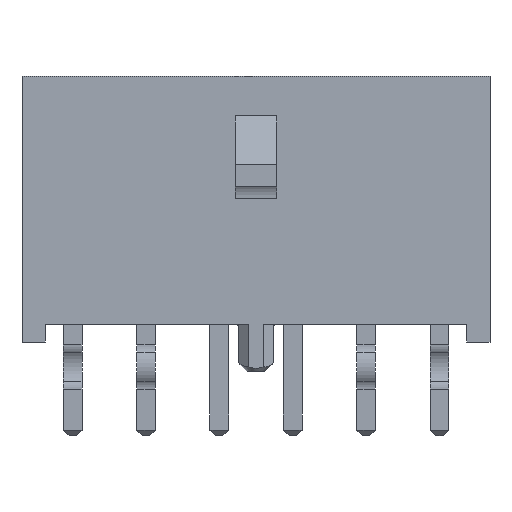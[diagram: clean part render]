
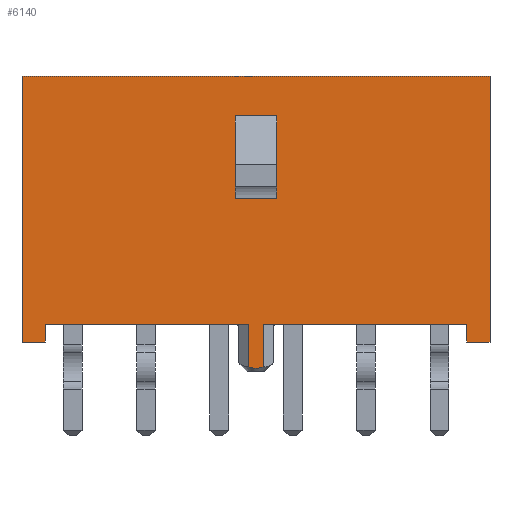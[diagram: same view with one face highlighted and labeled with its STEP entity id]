
A CAD part, front view. The second image highlights one B-rep face of the part: STEP entity #6140.
In plain terms, the highlighted face is planar.
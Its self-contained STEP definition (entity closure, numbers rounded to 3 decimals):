
#55=B_SPLINE_CURVE_WITH_KNOTS('',3,(#8087,#8088,#8089,#8090),
 .UNSPECIFIED.,.F.,.F.,(4,4),(0.,1.),.UNSPECIFIED.);
#631=ORIENTED_EDGE('',*,*,#1546,.F.);
#632=ORIENTED_EDGE('',*,*,#1540,.T.);
#633=ORIENTED_EDGE('',*,*,#1549,.T.);
#634=ORIENTED_EDGE('',*,*,#1535,.F.);
#635=ORIENTED_EDGE('',*,*,#1516,.T.);
#636=ORIENTED_EDGE('',*,*,#1512,.T.);
#637=ORIENTED_EDGE('',*,*,#1513,.T.);
#638=ORIENTED_EDGE('',*,*,#1462,.F.);
#639=ORIENTED_EDGE('',*,*,#1595,.T.);
#640=ORIENTED_EDGE('',*,*,#1618,.F.);
#641=ORIENTED_EDGE('',*,*,#1615,.T.);
#642=ORIENTED_EDGE('',*,*,#1681,.T.);
#643=ORIENTED_EDGE('',*,*,#1611,.F.);
#644=ORIENTED_EDGE('',*,*,#1617,.F.);
#645=ORIENTED_EDGE('',*,*,#1593,.F.);
#646=ORIENTED_EDGE('',*,*,#1450,.F.);
#1450=EDGE_CURVE('',#2070,#2071,#2472,.T.);
#1462=EDGE_CURVE('',#2082,#2067,#2484,.T.);
#1512=EDGE_CURVE('',#2123,#2125,#55,.T.);
#1513=EDGE_CURVE('',#2125,#2067,#2527,.T.);
#1516=EDGE_CURVE('',#2070,#2123,#2530,.T.);
#1535=EDGE_CURVE('',#2138,#2139,#2549,.T.);
#1540=EDGE_CURVE('',#2143,#2144,#2553,.T.);
#1546=EDGE_CURVE('',#2143,#2138,#2558,.T.);
#1549=EDGE_CURVE('',#2144,#2139,#2561,.T.);
#1593=EDGE_CURVE('',#2071,#2169,#2605,.T.);
#1595=EDGE_CURVE('',#2082,#2171,#2607,.T.);
#1611=EDGE_CURVE('',#2180,#2181,#2623,.T.);
#1615=EDGE_CURVE('',#2183,#2182,#2627,.T.);
#1617=EDGE_CURVE('',#2169,#2180,#2629,.T.);
#1618=EDGE_CURVE('',#2183,#2171,#2630,.T.);
#1681=EDGE_CURVE('',#2182,#2181,#2693,.T.);
#2067=VERTEX_POINT('',#7950);
#2070=VERTEX_POINT('',#7955);
#2071=VERTEX_POINT('',#7957);
#2082=VERTEX_POINT('',#7979);
#2123=VERTEX_POINT('',#8079);
#2125=VERTEX_POINT('',#8086);
#2138=VERTEX_POINT('',#8137);
#2139=VERTEX_POINT('',#8138);
#2143=VERTEX_POINT('',#8148);
#2144=VERTEX_POINT('',#8149);
#2169=VERTEX_POINT('',#8255);
#2171=VERTEX_POINT('',#8260);
#2180=VERTEX_POINT('',#8291);
#2181=VERTEX_POINT('',#8293);
#2182=VERTEX_POINT('',#8298);
#2183=VERTEX_POINT('',#8300);
#2472=LINE('',#7956,#3041);
#2484=LINE('',#7980,#3053);
#2527=LINE('',#8092,#3096);
#2530=LINE('',#8096,#3099);
#2549=LINE('',#8136,#3118);
#2553=LINE('',#8147,#3122);
#2558=LINE('',#8159,#3127);
#2561=LINE('',#8165,#3130);
#2605=LINE('',#8256,#3174);
#2607=LINE('',#8261,#3176);
#2623=LINE('',#8292,#3192);
#2627=LINE('',#8299,#3196);
#2629=LINE('',#8303,#3198);
#2630=LINE('',#8305,#3199);
#2693=LINE('',#8433,#3262);
#3041=VECTOR('',#6716,1000.);
#3053=VECTOR('',#6728,1000.);
#3096=VECTOR('',#6783,1000.);
#3099=VECTOR('',#6788,1000.);
#3118=VECTOR('',#6825,1000.);
#3122=VECTOR('',#6833,1000.);
#3127=VECTOR('',#6842,1000.);
#3130=VECTOR('',#6851,1000.);
#3174=VECTOR('',#6945,1000.);
#3176=VECTOR('',#6949,1000.);
#3192=VECTOR('',#6977,1000.);
#3196=VECTOR('',#6983,1000.);
#3198=VECTOR('',#6987,1000.);
#3199=VECTOR('',#6990,1000.);
#3262=VECTOR('',#7115,1000.);
#3644=EDGE_LOOP('',(#631,#632,#633,#634));
#3645=EDGE_LOOP('',(#635,#636,#637,#638,#639,#640,#641,#642,#643,#644,#645,
#646));
#3919=FACE_BOUND('',#3644,.T.);
#3920=FACE_BOUND('',#3645,.T.);
#4170=PLANE('',#6402);
#6140=ADVANCED_FACE('',(#3919,#3920),#4170,.F.);
#6402=AXIS2_PLACEMENT_3D('',#8432,#7113,#7114);
#6716=DIRECTION('',(-1.,0.,0.));
#6728=DIRECTION('',(-1.,0.,0.));
#6783=DIRECTION('',(0.,-1.,0.));
#6788=DIRECTION('',(0.,1.,0.));
#6825=DIRECTION('',(0.,-1.,0.));
#6833=DIRECTION('',(0.,-1.,0.));
#6842=DIRECTION('',(1.,0.,0.));
#6851=DIRECTION('',(1.,0.,0.));
#6945=DIRECTION('',(0.,1.,0.));
#6949=DIRECTION('',(0.,1.,0.));
#6977=DIRECTION('',(0.,-1.,0.));
#6983=DIRECTION('',(0.,-1.,0.));
#6987=DIRECTION('',(-1.,0.,0.));
#6990=DIRECTION('',(-1.,0.,0.));
#7113=DIRECTION('',(0.,0.,1.));
#7114=DIRECTION('',(1.,0.,0.));
#7115=DIRECTION('',(-1.,0.,0.));
#7950=CARTESIAN_POINT('',(0.239,8.46,-1.74));
#7955=CARTESIAN_POINT('',(-0.239,8.46,-1.74));
#7956=CARTESIAN_POINT('',(7.17,8.46,-1.74));
#7957=CARTESIAN_POINT('',(-7.17,8.46,-1.74));
#7979=CARTESIAN_POINT('',(7.17,8.46,-1.74));
#7980=CARTESIAN_POINT('',(7.17,8.46,-1.74));
#8079=CARTESIAN_POINT('',(-0.239,9.894,-1.74));
#8086=CARTESIAN_POINT('',(0.239,9.894,-1.74));
#8087=CARTESIAN_POINT('',(-0.239,9.894,-1.74));
#8088=CARTESIAN_POINT('',(-0.08,9.976,-1.74));
#8089=CARTESIAN_POINT('',(0.08,9.976,-1.74));
#8090=CARTESIAN_POINT('',(0.239,9.894,-1.74));
#8092=CARTESIAN_POINT('',(0.239,9.06,-1.74));
#8096=CARTESIAN_POINT('',(-0.239,9.06,-1.74));
#8136=CARTESIAN_POINT('',(0.7,1.36,-1.74));
#8137=CARTESIAN_POINT('',(0.7,4.16,-1.74));
#8138=CARTESIAN_POINT('',(0.7,1.36,-1.74));
#8147=CARTESIAN_POINT('',(-0.7,1.36,-1.74));
#8148=CARTESIAN_POINT('',(-0.7,4.16,-1.74));
#8149=CARTESIAN_POINT('',(-0.7,1.36,-1.74));
#8159=CARTESIAN_POINT('',(-0.7,4.16,-1.74));
#8165=CARTESIAN_POINT('',(-0.7,1.36,-1.74));
#8255=CARTESIAN_POINT('',(-7.17,9.06,-1.74));
#8256=CARTESIAN_POINT('',(-7.17,8.46,-1.74));
#8260=CARTESIAN_POINT('',(7.17,9.06,-1.74));
#8261=CARTESIAN_POINT('',(7.17,8.46,-1.74));
#8291=CARTESIAN_POINT('',(-7.97,9.06,-1.74));
#8292=CARTESIAN_POINT('',(-7.97,9.06,-1.74));
#8293=CARTESIAN_POINT('',(-7.97,0.,-1.74));
#8298=CARTESIAN_POINT('',(7.97,0.,-1.74));
#8299=CARTESIAN_POINT('',(7.97,9.06,-1.74));
#8300=CARTESIAN_POINT('',(7.97,9.06,-1.74));
#8303=CARTESIAN_POINT('',(7.97,9.06,-1.74));
#8305=CARTESIAN_POINT('',(7.97,9.06,-1.74));
#8432=CARTESIAN_POINT('',(7.97,9.06,-1.74));
#8433=CARTESIAN_POINT('',(7.97,0.,-1.74));
